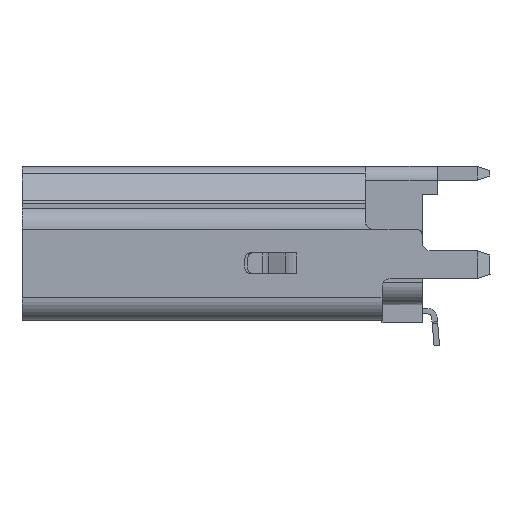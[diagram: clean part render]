
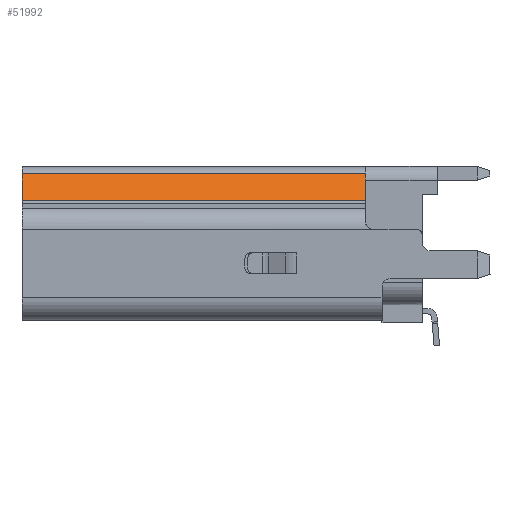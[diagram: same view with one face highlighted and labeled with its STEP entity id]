
A CAD part, left-side view. The second image highlights one B-rep face of the part: STEP entity #51992.
In plain terms, the highlighted face is planar.
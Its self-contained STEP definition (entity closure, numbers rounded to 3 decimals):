
#68 = ORIENTED_EDGE ( 'NONE', *, *, #93141, .T. ) ;
#246 = ORIENTED_EDGE ( 'NONE', *, *, #73459, .T. ) ;
#877 = LINE ( 'NONE', #69892, #27174 ) ;
#1616 = CARTESIAN_POINT ( 'NONE',  ( -5.39, 0.271, -12.4 ) ) ;
#2705 = CARTESIAN_POINT ( 'NONE',  ( -6.232, 1.229, 0. ) ) ;
#6336 = EDGE_LOOP ( 'NONE', ( #16434, #246, #52101, #68 ) ) ;
#8441 = EDGE_CURVE ( 'NONE', #104354, #130716, #112273, .T. ) ;
#16434 = ORIENTED_EDGE ( 'NONE', *, *, #8441, .T. ) ;
#18578 = LINE ( 'NONE', #129785, #50863 ) ;
#21329 = EDGE_CURVE ( 'NONE', #44605, #67980, #18578, .T. ) ;
#27174 = VECTOR ( 'NONE', #110741, 1000. ) ;
#30195 = VECTOR ( 'NONE', #67021, 1000. ) ;
#38190 = CARTESIAN_POINT ( 'NONE',  ( -6.232, 1.229, 0. ) ) ;
#40550 = AXIS2_PLACEMENT_3D ( 'NONE', #38190, #48249, #89072 ) ;
#44605 = VERTEX_POINT ( 'NONE', #116449 ) ;
#46786 = DIRECTION ( 'NONE',  ( 0., 0., -1. ) ) ;
#48249 = DIRECTION ( 'NONE',  ( -0.751, -0.661, 0. ) ) ;
#50863 = VECTOR ( 'NONE', #46786, 1000. ) ;
#51992 = ADVANCED_FACE ( 'NONE', ( #58285 ), #99110, .T. ) ;
#52101 = ORIENTED_EDGE ( 'NONE', *, *, #21329, .F. ) ;
#58285 = FACE_OUTER_BOUND ( 'NONE', #6336, .T. ) ;
#67021 = DIRECTION ( 'NONE',  ( 0.661, -0.751, 0. ) ) ;
#67980 = VERTEX_POINT ( 'NONE', #1616 ) ;
#69892 = CARTESIAN_POINT ( 'NONE',  ( -5.811, 0.75, 0. ) ) ;
#73459 = EDGE_CURVE ( 'NONE', #130716, #67980, #129973, .T. ) ;
#81468 = DIRECTION ( 'NONE',  ( 0., 0., -1. ) ) ;
#87753 = CARTESIAN_POINT ( 'NONE',  ( -5.811, 0.75, -12.4 ) ) ;
#89072 = DIRECTION ( 'NONE',  ( 0., 0., -1. ) ) ;
#91545 = CARTESIAN_POINT ( 'NONE',  ( -6.232, 1.229, -6.2 ) ) ;
#93141 = EDGE_CURVE ( 'NONE', #44605, #104354, #877, .T. ) ;
#99110 = PLANE ( 'NONE',  #40550 ) ;
#101506 = VECTOR ( 'NONE', #81468, 1000. ) ;
#104354 = VERTEX_POINT ( 'NONE', #2705 ) ;
#108259 = CARTESIAN_POINT ( 'NONE',  ( -6.232, 1.229, -12.4 ) ) ;
#110741 = DIRECTION ( 'NONE',  ( -0.661, 0.751, 0. ) ) ;
#112273 = LINE ( 'NONE', #91545, #101506 ) ;
#116449 = CARTESIAN_POINT ( 'NONE',  ( -5.39, 0.271, 0. ) ) ;
#129785 = CARTESIAN_POINT ( 'NONE',  ( -5.39, 0.271, -6.2 ) ) ;
#129973 = LINE ( 'NONE', #87753, #30195 ) ;
#130716 = VERTEX_POINT ( 'NONE', #108259 ) ;
